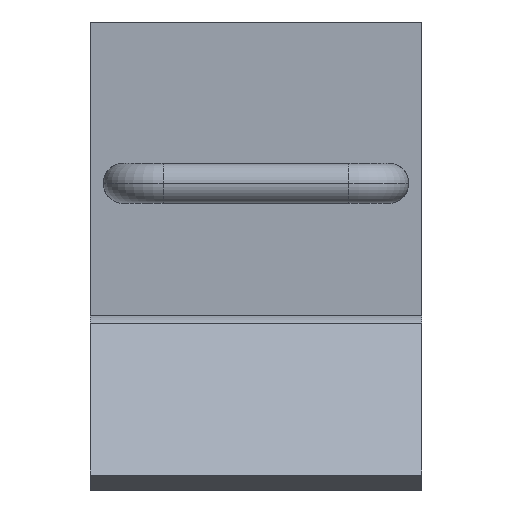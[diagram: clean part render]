
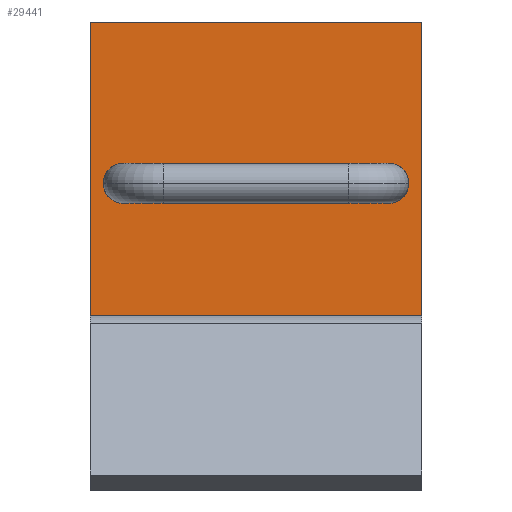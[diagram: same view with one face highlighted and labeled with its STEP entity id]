
A CAD part, front view. The second image highlights one B-rep face of the part: STEP entity #29441.
In plain terms, the highlighted planar face has unit normal (0, -1, 0).
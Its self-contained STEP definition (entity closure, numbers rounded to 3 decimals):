
#593 = VECTOR ( 'NONE', #26618, 1000. ) ;
#1739 = ORIENTED_EDGE ( 'NONE', *, *, #17487, .F. ) ;
#2769 = ORIENTED_EDGE ( 'NONE', *, *, #8348, .T. ) ;
#2897 = DIRECTION ( 'NONE',  ( 0., 1., 0. ) ) ;
#2922 = ORIENTED_EDGE ( 'NONE', *, *, #16026, .T. ) ;
#4569 = DIRECTION ( 'NONE',  ( -1., 0., 0. ) ) ;
#4733 = EDGE_LOOP ( 'NONE', ( #2769, #2922 ) ) ;
#5410 = VERTEX_POINT ( 'NONE', #25697 ) ;
#5715 = EDGE_CURVE ( 'NONE', #21867, #8883, #23518, .T. ) ;
#5750 = CARTESIAN_POINT ( 'NONE',  ( -25., 64.874, -19.977 ) ) ;
#6486 = DIRECTION ( 'NONE',  ( 0., 0., 1. ) ) ;
#6765 = CARTESIAN_POINT ( 'NONE',  ( 25., 64.874, -19.977 ) ) ;
#6892 = LINE ( 'NONE', #14229, #18750 ) ;
#6958 = DIRECTION ( 'NONE',  ( 0., 0., 1. ) ) ;
#7901 = LINE ( 'NONE', #9950, #593 ) ;
#7913 = VECTOR ( 'NONE', #14300, 1000. ) ;
#8348 = EDGE_CURVE ( 'NONE', #14088, #17159, #12422, .T. ) ;
#8825 = DIRECTION ( 'NONE',  ( 0., 1., 0. ) ) ;
#8883 = VERTEX_POINT ( 'NONE', #5750 ) ;
#9044 = CARTESIAN_POINT ( 'NONE',  ( 25., 64.874, 24.325 ) ) ;
#9950 = CARTESIAN_POINT ( 'NONE',  ( 25., 64.874, 24.325 ) ) ;
#11866 = DIRECTION ( 'NONE',  ( 0., 1., 0. ) ) ;
#12269 = FACE_BOUND ( 'NONE', #28880, .T. ) ;
#12422 = CIRCLE ( 'NONE', #29831, 3.05 ) ;
#13020 = CIRCLE ( 'NONE', #14033, 3.05 ) ;
#13277 = ORIENTED_EDGE ( 'NONE', *, *, #5715, .F. ) ;
#14033 = AXIS2_PLACEMENT_3D ( 'NONE', #20921, #25441, #27916 ) ;
#14088 = VERTEX_POINT ( 'NONE', #20831 ) ;
#14229 = CARTESIAN_POINT ( 'NONE',  ( -25., 64.874, 24.325 ) ) ;
#14300 = DIRECTION ( 'NONE',  ( -1., 0., 0. ) ) ;
#14955 = DIRECTION ( 'NONE',  ( 0., 0., -1. ) ) ;
#15385 = EDGE_CURVE ( 'NONE', #5410, #29603, #17494, .T. ) ;
#16026 = EDGE_CURVE ( 'NONE', #17159, #14088, #13020, .T. ) ;
#16397 = DIRECTION ( 'NONE',  ( 0., 0., 1. ) ) ;
#16639 = CARTESIAN_POINT ( 'NONE',  ( 20., 64.874, 0. ) ) ;
#16661 = CARTESIAN_POINT ( 'NONE',  ( -20., 64.874, -3.05 ) ) ;
#17159 = VERTEX_POINT ( 'NONE', #16661 ) ;
#17244 = CARTESIAN_POINT ( 'NONE',  ( -25., 64.874, 24.325 ) ) ;
#17318 = ORIENTED_EDGE ( 'NONE', *, *, #18436, .T. ) ;
#17487 = EDGE_CURVE ( 'NONE', #26520, #21867, #7901, .T. ) ;
#17494 = CIRCLE ( 'NONE', #20493, 3.05 ) ;
#18259 = AXIS2_PLACEMENT_3D ( 'NONE', #16639, #2897, #6958 ) ;
#18436 = EDGE_CURVE ( 'NONE', #26520, #22227, #18484, .T. ) ;
#18484 = LINE ( 'NONE', #30146, #21028 ) ;
#18750 = VECTOR ( 'NONE', #14955, 1000. ) ;
#18767 = CIRCLE ( 'NONE', #18259, 3.05 ) ;
#19672 = EDGE_LOOP ( 'NONE', ( #28318, #13277, #1739, #17318 ) ) ;
#20493 = AXIS2_PLACEMENT_3D ( 'NONE', #20680, #8825, #6486 ) ;
#20680 = CARTESIAN_POINT ( 'NONE',  ( 20., 64.874, 0. ) ) ;
#20831 = CARTESIAN_POINT ( 'NONE',  ( -20., 64.874, 3.05 ) ) ;
#20921 = CARTESIAN_POINT ( 'NONE',  ( -20., 64.874, 0. ) ) ;
#21028 = VECTOR ( 'NONE', #4569, 1000. ) ;
#21785 = DIRECTION ( 'NONE',  ( 0., 1., 0. ) ) ;
#21867 = VERTEX_POINT ( 'NONE', #6765 ) ;
#21938 = CARTESIAN_POINT ( 'NONE',  ( 25., 64.874, 24.325 ) ) ;
#22227 = VERTEX_POINT ( 'NONE', #17244 ) ;
#23270 = CARTESIAN_POINT ( 'NONE',  ( -20., 64.874, 0. ) ) ;
#23518 = LINE ( 'NONE', #26295, #7913 ) ;
#23670 = FACE_OUTER_BOUND ( 'NONE', #19672, .T. ) ;
#24189 = EDGE_CURVE ( 'NONE', #22227, #8883, #6892, .T. ) ;
#24550 = ORIENTED_EDGE ( 'NONE', *, *, #15385, .T. ) ;
#25441 = DIRECTION ( 'NONE',  ( 0., 1., 0. ) ) ;
#25697 = CARTESIAN_POINT ( 'NONE',  ( 20., 64.874, 3.05 ) ) ;
#26289 = ORIENTED_EDGE ( 'NONE', *, *, #27402, .T. ) ;
#26295 = CARTESIAN_POINT ( 'NONE',  ( 25., 64.874, -19.977 ) ) ;
#26520 = VERTEX_POINT ( 'NONE', #9044 ) ;
#26618 = DIRECTION ( 'NONE',  ( 0., 0., -1. ) ) ;
#26746 = DIRECTION ( 'NONE',  ( 0., 0., 1. ) ) ;
#27386 = CARTESIAN_POINT ( 'NONE',  ( 20., 64.874, -3.05 ) ) ;
#27402 = EDGE_CURVE ( 'NONE', #29603, #5410, #18767, .T. ) ;
#27916 = DIRECTION ( 'NONE',  ( 0., 0., 1. ) ) ;
#28318 = ORIENTED_EDGE ( 'NONE', *, *, #24189, .T. ) ;
#28482 = PLANE ( 'NONE',  #29138 ) ;
#28880 = EDGE_LOOP ( 'NONE', ( #24550, #26289 ) ) ;
#29138 = AXIS2_PLACEMENT_3D ( 'NONE', #21938, #21785, #26746 ) ;
#29441 = ADVANCED_FACE ( 'NONE', ( #30793, #12269, #23670 ), #28482, .F. ) ;
#29603 = VERTEX_POINT ( 'NONE', #27386 ) ;
#29831 = AXIS2_PLACEMENT_3D ( 'NONE', #23270, #11866, #16397 ) ;
#30146 = CARTESIAN_POINT ( 'NONE',  ( 25., 64.874, 24.325 ) ) ;
#30793 = FACE_BOUND ( 'NONE', #4733, .T. ) ;
